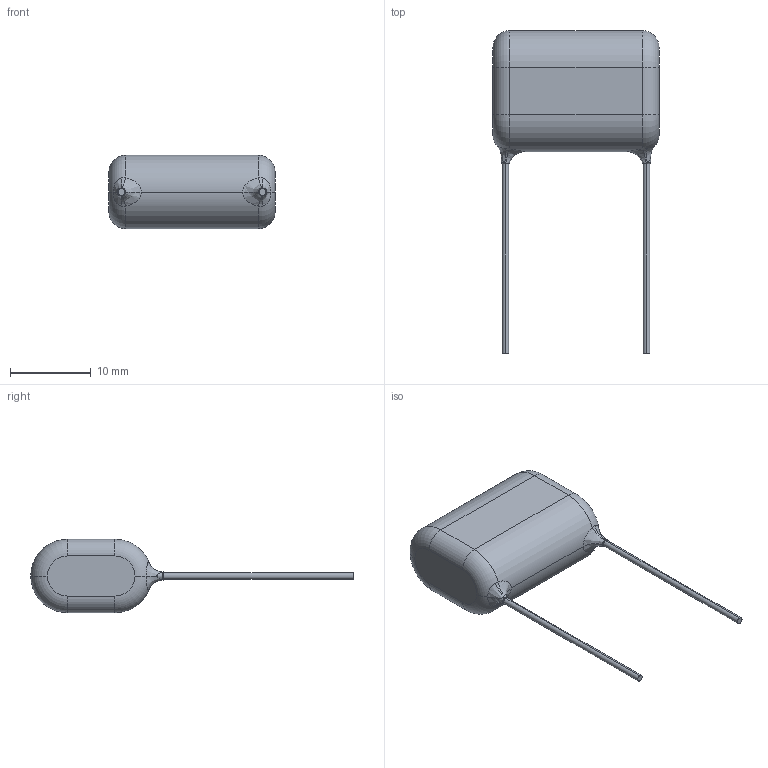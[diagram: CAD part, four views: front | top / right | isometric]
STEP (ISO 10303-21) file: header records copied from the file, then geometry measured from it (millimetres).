
FILE_DESCRIPTION (( 'STEP AP214' ), '1' );
FILE_NAME ('ECWHA3C223H.STEP', '2021-05-26T10:08:17', ( '' ), ( '' ), 'SwSTEP 2.0', 'SolidWorks 2020', '' );
FILE_SCHEMA (( 'AUTOMOTIVE_DESIGN' ));
Length unit declared in the file: millimetre
Products named in the file (1): ECWHA3C223H
Bounding box: 20.6 x 40 x 9.1 mm (x, y, z)
Volume: 2407.7 mm3; surface area: 1124.3 mm2
Topology: 3 solids, 3 shells, 48 faces, 104 edges, 62 vertices
Faces by surface type: cylinder 12, torus 12, bspline 12, plane 10, cone 2
Entity records: 1806 total; most frequent: CARTESIAN_POINT 763, DIRECTION 208, ORIENTED_EDGE 208, EDGE_CURVE 104, AXIS2_PLACEMENT_3D 95, VERTEX_POINT 62, CIRCLE 58, EDGE_LOOP 48
